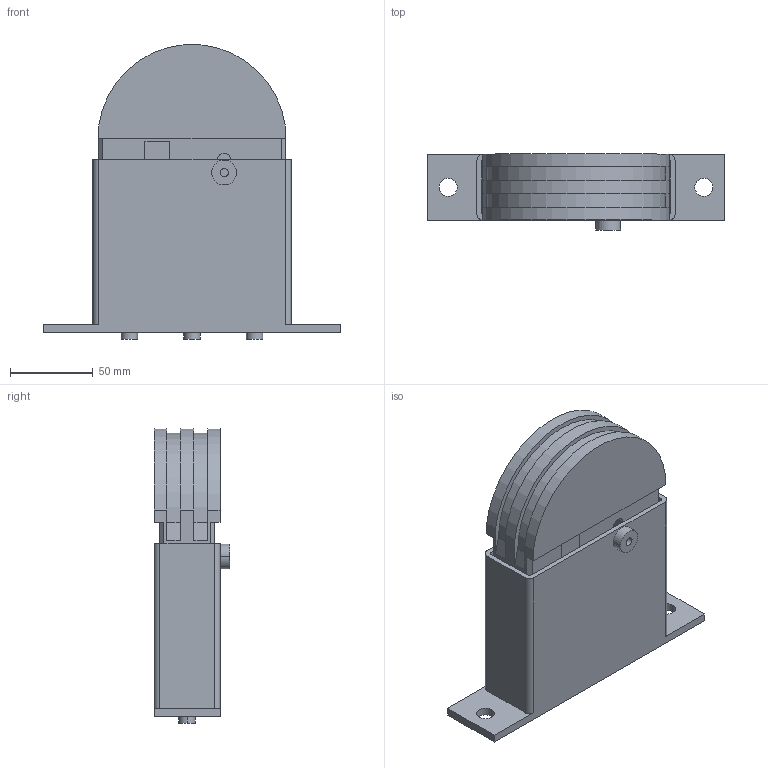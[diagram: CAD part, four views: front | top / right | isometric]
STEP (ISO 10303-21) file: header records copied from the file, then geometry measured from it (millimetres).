
FILE_DESCRIPTION(('STEP AP214'),'1');
FILE_NAME('cctmp_84943C0F-6A3D-4C59-BC6A-CF9F9C09920D_2023_6_23_8_44_23_655..stp','2023-06-23T06:44:23',('Murtfeldt Kunststoffe GmbH & Co.KG'),('CADClick - www.CADClick.com'),'Spatial InterOp 3D',' ','unknown authorization');
FILE_SCHEMA(('AUTOMOTIVE_DESIGN'));
Length unit declared in the file: millimetre
Products named in the file (1): 1
Bounding box: 180 x 46 x 178.5 mm (x, y, z)
Volume: 603993.7 mm3; surface area: 151171.5 mm2
Topology: 2 solids, 2 shells, 115 faces, 288 edges, 185 vertices
Faces by surface type: plane 68, cylinder 35, cone 12
Entity records: 4344 total; most frequent: DIRECTION 592, CARTESIAN_POINT 584, ORIENTED_EDGE 564, EDGE_CURVE 282, LINE 206, VECTOR 206, AXIS2_PLACEMENT_3D 193, VERTEX_POINT 185
